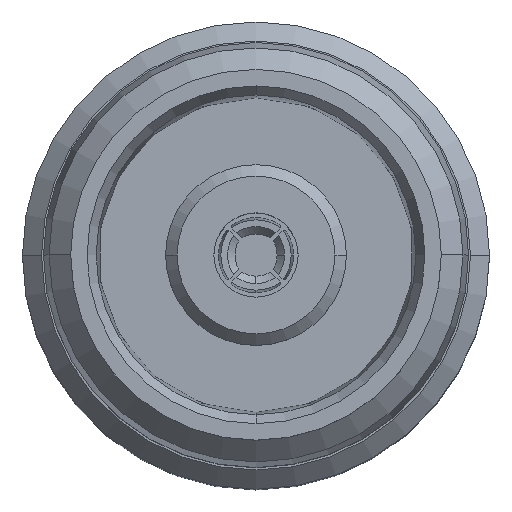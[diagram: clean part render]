
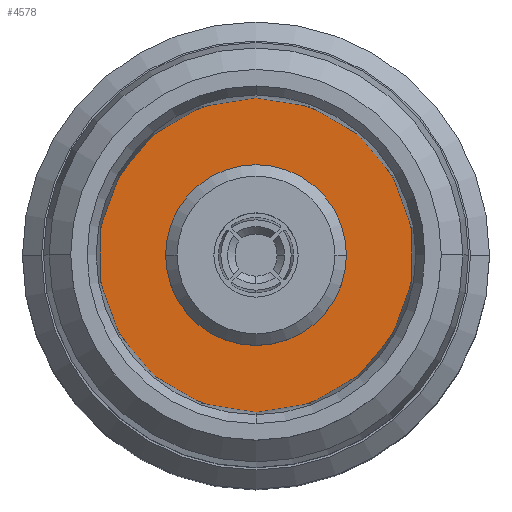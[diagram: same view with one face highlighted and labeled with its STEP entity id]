
A CAD part, top view. The second image highlights one B-rep face of the part: STEP entity #4578.
In plain terms, the highlighted planar face has unit normal (0, 0, 1).
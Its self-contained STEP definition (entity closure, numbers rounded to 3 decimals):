
#20 = VERTEX_POINT ( 'NONE', #10355 ) ;
#289 = EDGE_CURVE ( 'NONE', #10240, #4736, #16619, .T. ) ;
#1537 = CARTESIAN_POINT ( 'NONE',  ( 0., 0., -5.06 ) ) ;
#1567 = FACE_OUTER_BOUND ( 'NONE', #14160, .T. ) ;
#3673 = AXIS2_PLACEMENT_3D ( 'NONE', #11122, #29974, #14013 ) ;
#3887 = CARTESIAN_POINT ( 'NONE',  ( 0., 0., -5.06 ) ) ;
#4578 = ADVANCED_FACE ( 'NONE', ( #7852, #1567 ), #22779, .F. ) ;
#4724 = EDGE_CURVE ( 'NONE', #20, #7260, #14135, .T. ) ;
#4736 = VERTEX_POINT ( 'NONE', #27803 ) ;
#4944 = AXIS2_PLACEMENT_3D ( 'NONE', #3887, #20402, #6244 ) ;
#5719 = ORIENTED_EDGE ( 'NONE', *, *, #6294, .F. ) ;
#6244 = DIRECTION ( 'NONE',  ( -1., 0., 0. ) ) ;
#6294 = EDGE_CURVE ( 'NONE', #4736, #10240, #26108, .T. ) ;
#7260 = VERTEX_POINT ( 'NONE', #13246 ) ;
#7852 = FACE_BOUND ( 'NONE', #27171, .T. ) ;
#8490 = DIRECTION ( 'NONE',  ( 0., 0., 1. ) ) ;
#8648 = DIRECTION ( 'NONE',  ( 0., 0., -1. ) ) ;
#10240 = VERTEX_POINT ( 'NONE', #18386 ) ;
#10355 = CARTESIAN_POINT ( 'NONE',  ( 0., -4.108, -5.06 ) ) ;
#10540 = AXIS2_PLACEMENT_3D ( 'NONE', #1537, #8648, #25152 ) ;
#11122 = CARTESIAN_POINT ( 'NONE',  ( 0., 0., -5.06 ) ) ;
#12108 = AXIS2_PLACEMENT_3D ( 'NONE', #13599, #30059, #15985 ) ;
#12239 = EDGE_CURVE ( 'NONE', #7260, #20, #15930, .T. ) ;
#13197 = AXIS2_PLACEMENT_3D ( 'NONE', #22626, #8490, #24982 ) ;
#13246 = CARTESIAN_POINT ( 'NONE',  ( 0., 4.108, -5.06 ) ) ;
#13599 = CARTESIAN_POINT ( 'NONE',  ( 0., 0., -5.06 ) ) ;
#14013 = DIRECTION ( 'NONE',  ( -1., 0., 0. ) ) ;
#14135 = CIRCLE ( 'NONE', #12108, 4.108 ) ;
#14160 = EDGE_LOOP ( 'NONE', ( #17340, #19444 ) ) ;
#15930 = CIRCLE ( 'NONE', #4944, 4.108 ) ;
#15985 = DIRECTION ( 'NONE',  ( -1., 0., 0. ) ) ;
#16619 = CIRCLE ( 'NONE', #3673, 2.36 ) ;
#17340 = ORIENTED_EDGE ( 'NONE', *, *, #4724, .T. ) ;
#18386 = CARTESIAN_POINT ( 'NONE',  ( -2.36, 0., -5.06 ) ) ;
#19444 = ORIENTED_EDGE ( 'NONE', *, *, #12239, .T. ) ;
#20402 = DIRECTION ( 'NONE',  ( 0., 0., 1. ) ) ;
#22626 = CARTESIAN_POINT ( 'NONE',  ( 0., 0., -5.06 ) ) ;
#22779 = PLANE ( 'NONE',  #10540 ) ;
#24982 = DIRECTION ( 'NONE',  ( -1., 0., 0. ) ) ;
#25152 = DIRECTION ( 'NONE',  ( -1., 0., 0. ) ) ;
#26108 = CIRCLE ( 'NONE', #13197, 2.36 ) ;
#26751 = ORIENTED_EDGE ( 'NONE', *, *, #289, .F. ) ;
#27171 = EDGE_LOOP ( 'NONE', ( #5719, #26751 ) ) ;
#27803 = CARTESIAN_POINT ( 'NONE',  ( 2.36, 0., -5.06 ) ) ;
#29974 = DIRECTION ( 'NONE',  ( 0., 0., 1. ) ) ;
#30059 = DIRECTION ( 'NONE',  ( 0., 0., 1. ) ) ;
